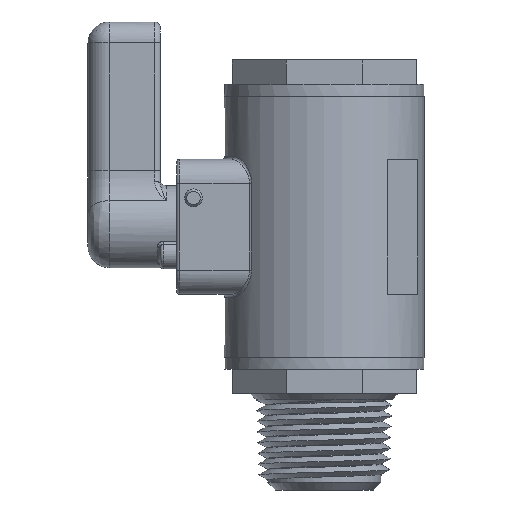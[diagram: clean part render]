
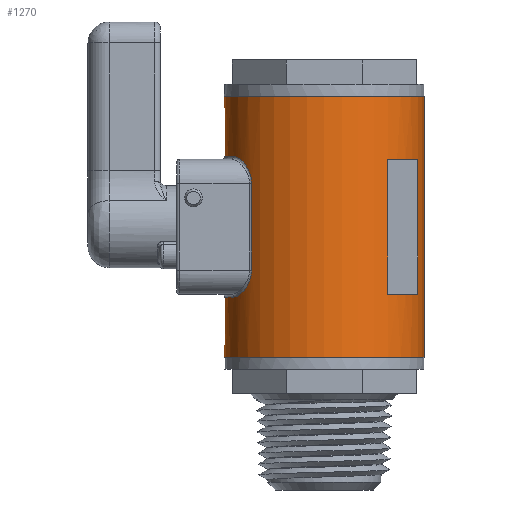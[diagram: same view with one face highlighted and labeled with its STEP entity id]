
A CAD part, left-side view. The second image highlights one B-rep face of the part: STEP entity #1270.
In plain terms, the highlighted cylindrical face has radius 13.145 mm (diameter 26.289 mm), a full revolution.
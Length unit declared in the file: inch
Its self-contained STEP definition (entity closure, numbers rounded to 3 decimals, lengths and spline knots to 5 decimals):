
#662=CARTESIAN_POINT('',(0.35472,0.3768,-0.225));
#663=VERTEX_POINT('',#662);
#681=CARTESIAN_POINT('',(0.35472,0.3768,0.225));
#682=VERTEX_POINT('',#681);
#690=CARTESIAN_POINT('',(0.35472,0.3768,0.225));
#691=DIRECTION('',(0.0,0.0,-1.0));
#692=VECTOR('',#691,0.45);
#693=LINE('',#690,#692);
#694=EDGE_CURVE('',#682,#663,#693,.T.);
#742=CARTESIAN_POINT('',(0.21866,0.46903,0.365));
#743=VERTEX_POINT('',#742);
#751=CARTESIAN_POINT('',(0.21866,0.46903,0.365));
#752=CARTESIAN_POINT('',(0.24897,0.45491,0.365));
#753=CARTESIAN_POINT('',(0.29658,0.42625,0.34766));
#754=CARTESIAN_POINT('',(0.34288,0.38823,0.29302));
#755=CARTESIAN_POINT('',(0.35472,0.3768,0.24794));
#756=CARTESIAN_POINT('',(0.35472,0.3768,0.225));
#757=B_SPLINE_CURVE_WITH_KNOTS('',3,(#751,#752,#753,#754,#755,#756),.UNSPECIFIED.,.F.,.U.,(4,1,1,4),(0.0,0.26217,0.43695,0.61173),.UNSPECIFIED.);
#758=EDGE_CURVE('',#743,#682,#757,.T.);
#770=CARTESIAN_POINT('',(-0.21866,0.46903,0.365));
#771=VERTEX_POINT('',#770);
#779=CARTESIAN_POINT('',(0.0,0.0,0.365));
#780=DIRECTION('',(0.0,0.0,-1.0));
#781=DIRECTION('',(0.0,1.0,0.0));
#782=AXIS2_PLACEMENT_3D('',#779,#780,#781);
#783=CIRCLE('',#782,0.5175);
#784=EDGE_CURVE('',#771,#743,#783,.T.);
#840=CARTESIAN_POINT('',(-0.35472,0.3768,0.225));
#841=VERTEX_POINT('',#840);
#849=CARTESIAN_POINT('',(-0.35472,0.3768,0.225));
#850=CARTESIAN_POINT('',(-0.35472,0.3768,0.23647));
#851=CARTESIAN_POINT('',(-0.35036,0.38082,0.2712));
#852=CARTESIAN_POINT('',(-0.31527,0.41289,0.33806));
#853=CARTESIAN_POINT('',(-0.25906,0.4502,0.365));
#854=CARTESIAN_POINT('',(-0.21866,0.46903,0.365));
#855=B_SPLINE_CURVE_WITH_KNOTS('',3,(#849,#850,#851,#852,#853,#854),.UNSPECIFIED.,.F.,.U.,(4,1,1,4),(0.0,0.08736,0.26209,0.61155),.UNSPECIFIED.);
#856=EDGE_CURVE('',#841,#771,#855,.T.);
#868=CARTESIAN_POINT('',(-0.35472,0.3768,-0.225));
#869=VERTEX_POINT('',#868);
#877=CARTESIAN_POINT('',(-0.35472,0.3768,-0.225));
#878=DIRECTION('',(0.0,0.0,1.0));
#879=VECTOR('',#878,0.45);
#880=LINE('',#877,#879);
#881=EDGE_CURVE('',#869,#841,#880,.T.);
#936=CARTESIAN_POINT('',(-0.21866,0.46903,-0.365));
#937=VERTEX_POINT('',#936);
#945=CARTESIAN_POINT('',(-0.21866,0.46903,-0.365));
#946=CARTESIAN_POINT('',(-0.24897,0.45491,-0.365));
#947=CARTESIAN_POINT('',(-0.29658,0.42625,-0.34766));
#948=CARTESIAN_POINT('',(-0.34288,0.38823,-0.29302));
#949=CARTESIAN_POINT('',(-0.35472,0.3768,-0.24794));
#950=CARTESIAN_POINT('',(-0.35472,0.3768,-0.225));
#951=B_SPLINE_CURVE_WITH_KNOTS('',3,(#945,#946,#947,#948,#949,#950),.UNSPECIFIED.,.F.,.U.,(4,1,1,4),(0.0,0.26217,0.43695,0.61173),.UNSPECIFIED.);
#952=EDGE_CURVE('',#937,#869,#951,.T.);
#964=CARTESIAN_POINT('',(0.21866,0.46903,-0.365));
#965=VERTEX_POINT('',#964);
#973=CARTESIAN_POINT('',(0.0,0.0,-0.365));
#974=DIRECTION('',(0.0,0.0,1.0));
#975=DIRECTION('',(0.0,1.0,0.0));
#976=AXIS2_PLACEMENT_3D('',#973,#974,#975);
#977=CIRCLE('',#976,0.5175);
#978=EDGE_CURVE('',#965,#937,#977,.T.);
#1033=CARTESIAN_POINT('',(0.35472,0.3768,-0.225));
#1034=CARTESIAN_POINT('',(0.35472,0.3768,-0.23647));
#1035=CARTESIAN_POINT('',(0.35033,0.38086,-0.2714));
#1036=CARTESIAN_POINT('',(0.31516,0.41296,-0.33805));
#1037=CARTESIAN_POINT('',(0.25907,0.4502,-0.365));
#1038=CARTESIAN_POINT('',(0.21866,0.46903,-0.365));
#1039=B_SPLINE_CURVE_WITH_KNOTS('',3,(#1033,#1034,#1035,#1036,#1037,#1038),.UNSPECIFIED.,.F.,.U.,(4,1,1,4),(0.,0.08739,0.26217,0.61173),.UNSPECIFIED.);
#1040=EDGE_CURVE('',#663,#965,#1039,.T.);
#1161=CARTESIAN_POINT('',(0.0,0.0,0.0));
#1162=DIRECTION('',(0.0,0.0,1.0));
#1163=DIRECTION('',(-1.0,0.0,0.0));
#1164=AXIS2_PLACEMENT_3D('',#1161,#1162,#1163);
#1165=CYLINDRICAL_SURFACE('',#1164,0.5175);
#1166=CARTESIAN_POINT('',(0.5175,0.,-0.677));
#1167=VERTEX_POINT('',#1166);
#1168=CARTESIAN_POINT('',(0.0,0.0,-0.677));
#1169=DIRECTION('',(0.0,0.0,1.0));
#1170=DIRECTION('',(-1.0,0.0,0.0));
#1171=AXIS2_PLACEMENT_3D('',#1168,#1169,#1170);
#1172=CIRCLE('',#1171,0.5175);
#1173=EDGE_CURVE('',#1167,#1167,#1172,.T.);
#1174=ORIENTED_EDGE('',*,*,#1173,.T.);
#1175=EDGE_LOOP('',(#1174));
#1176=FACE_OUTER_BOUND('',#1175,.T.);
#1177=CARTESIAN_POINT('',(0.5175,0.,0.677));
#1178=VERTEX_POINT('',#1177);
#1179=CARTESIAN_POINT('',(0.0,0.0,0.677));
#1180=DIRECTION('',(0.0,0.0,-1.0));
#1181=DIRECTION('',(-1.0,0.0,0.0));
#1182=AXIS2_PLACEMENT_3D('',#1179,#1180,#1181);
#1183=CIRCLE('',#1182,0.5175);
#1184=EDGE_CURVE('',#1178,#1178,#1183,.T.);
#1185=ORIENTED_EDGE('',*,*,#1184,.T.);
#1186=EDGE_LOOP('',(#1185));
#1187=FACE_BOUND('',#1186,.T.);
#1188=CARTESIAN_POINT('',(0.4,-0.32834,-0.35));
#1189=VERTEX_POINT('',#1188);
#1190=CARTESIAN_POINT('',(0.17915,-0.4855,-0.35));
#1191=VERTEX_POINT('',#1190);
#1192=CARTESIAN_POINT('',(0.0,0.0,-0.35));
#1193=DIRECTION('',(0.0,0.0,-1.0));
#1194=DIRECTION('',(-1.0,0.0,0.0));
#1195=AXIS2_PLACEMENT_3D('',#1192,#1193,#1194);
#1196=CIRCLE('',#1195,0.5175);
#1197=EDGE_CURVE('',#1189,#1191,#1196,.T.);
#1198=ORIENTED_EDGE('',*,*,#1197,.T.);
#1199=CARTESIAN_POINT('',(0.17915,-0.4855,0.35));
#1200=VERTEX_POINT('',#1199);
#1201=CARTESIAN_POINT('',(0.17915,-0.4855,-0.35));
#1202=DIRECTION('',(0.0,0.0,1.0));
#1203=VECTOR('',#1202,0.7);
#1204=LINE('',#1201,#1203);
#1205=EDGE_CURVE('',#1191,#1200,#1204,.T.);
#1206=ORIENTED_EDGE('',*,*,#1205,.T.);
#1207=CARTESIAN_POINT('',(0.4,-0.32834,0.35));
#1208=VERTEX_POINT('',#1207);
#1209=CARTESIAN_POINT('',(0.0,0.0,0.35));
#1210=DIRECTION('',(0.0,0.0,1.0));
#1211=DIRECTION('',(-1.0,0.0,0.0));
#1212=AXIS2_PLACEMENT_3D('',#1209,#1210,#1211);
#1213=CIRCLE('',#1212,0.5175);
#1214=EDGE_CURVE('',#1200,#1208,#1213,.T.);
#1215=ORIENTED_EDGE('',*,*,#1214,.T.);
#1216=CARTESIAN_POINT('',(0.4,-0.32834,0.35));
#1217=DIRECTION('',(0.0,0.0,-1.0));
#1218=VECTOR('',#1217,0.7);
#1219=LINE('',#1216,#1218);
#1220=EDGE_CURVE('',#1208,#1189,#1219,.T.);
#1221=ORIENTED_EDGE('',*,*,#1220,.T.);
#1222=EDGE_LOOP('',(#1198,#1206,#1215,#1221));
#1223=FACE_BOUND('',#1222,.T.);
#1224=CARTESIAN_POINT('',(-0.17915,-0.4855,-0.35));
#1225=VERTEX_POINT('',#1224);
#1226=CARTESIAN_POINT('',(-0.4,-0.32834,-0.35));
#1227=VERTEX_POINT('',#1226);
#1228=CARTESIAN_POINT('',(0.0,0.0,-0.35));
#1229=DIRECTION('',(0.0,0.0,-1.0));
#1230=DIRECTION('',(-1.0,0.0,0.0));
#1231=AXIS2_PLACEMENT_3D('',#1228,#1229,#1230);
#1232=CIRCLE('',#1231,0.5175);
#1233=EDGE_CURVE('',#1225,#1227,#1232,.T.);
#1234=ORIENTED_EDGE('',*,*,#1233,.T.);
#1235=CARTESIAN_POINT('',(-0.4,-0.32834,0.35));
#1236=VERTEX_POINT('',#1235);
#1237=CARTESIAN_POINT('',(-0.4,-0.32834,-0.35));
#1238=DIRECTION('',(0.0,0.0,1.0));
#1239=VECTOR('',#1238,0.7);
#1240=LINE('',#1237,#1239);
#1241=EDGE_CURVE('',#1227,#1236,#1240,.T.);
#1242=ORIENTED_EDGE('',*,*,#1241,.T.);
#1243=CARTESIAN_POINT('',(-0.17915,-0.4855,0.35));
#1244=VERTEX_POINT('',#1243);
#1245=CARTESIAN_POINT('',(0.0,0.0,0.35));
#1246=DIRECTION('',(0.0,0.0,1.0));
#1247=DIRECTION('',(-1.0,0.0,0.0));
#1248=AXIS2_PLACEMENT_3D('',#1245,#1246,#1247);
#1249=CIRCLE('',#1248,0.5175);
#1250=EDGE_CURVE('',#1236,#1244,#1249,.T.);
#1251=ORIENTED_EDGE('',*,*,#1250,.T.);
#1252=CARTESIAN_POINT('',(-0.17915,-0.4855,0.35));
#1253=DIRECTION('',(0.0,0.0,-1.0));
#1254=VECTOR('',#1253,0.7);
#1255=LINE('',#1252,#1254);
#1256=EDGE_CURVE('',#1244,#1225,#1255,.T.);
#1257=ORIENTED_EDGE('',*,*,#1256,.T.);
#1258=EDGE_LOOP('',(#1234,#1242,#1251,#1257));
#1259=FACE_BOUND('',#1258,.T.);
#1260=ORIENTED_EDGE('',*,*,#694,.F.);
#1261=ORIENTED_EDGE('',*,*,#758,.F.);
#1262=ORIENTED_EDGE('',*,*,#784,.F.);
#1263=ORIENTED_EDGE('',*,*,#856,.F.);
#1264=ORIENTED_EDGE('',*,*,#881,.F.);
#1265=ORIENTED_EDGE('',*,*,#952,.F.);
#1266=ORIENTED_EDGE('',*,*,#978,.F.);
#1267=ORIENTED_EDGE('',*,*,#1040,.F.);
#1268=EDGE_LOOP('',(#1260,#1261,#1262,#1263,#1264,#1265,#1266,#1267));
#1269=FACE_BOUND('',#1268,.T.);
#1270=ADVANCED_FACE('',(#1176,#1187,#1223,#1259,#1269),#1165,.T.);
